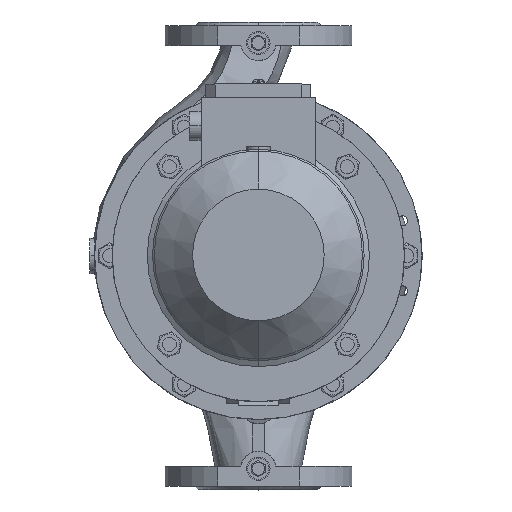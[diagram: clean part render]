
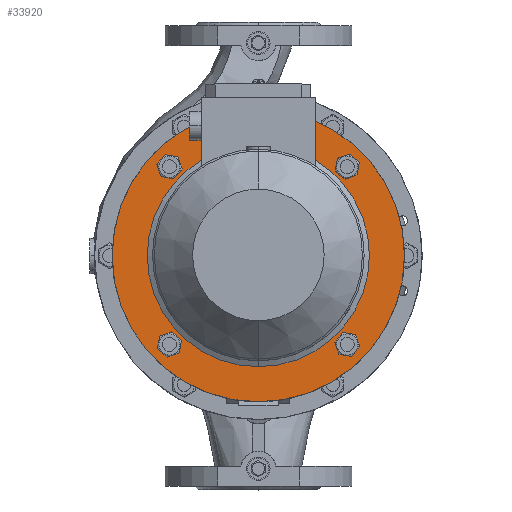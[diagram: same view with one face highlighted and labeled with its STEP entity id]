
A CAD part, top view. The second image highlights one B-rep face of the part: STEP entity #33920.
In plain terms, the highlighted planar face has unit normal (0, 0, 1).
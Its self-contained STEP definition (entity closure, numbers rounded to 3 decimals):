
#453 = VERTEX_POINT ( 'NONE', #28436 ) ;
#671 = VERTEX_POINT ( 'NONE', #4738 ) ;
#920 = AXIS2_PLACEMENT_3D ( 'NONE', #30698, #1153, #22831 ) ;
#1049 = EDGE_CURVE ( 'NONE', #453, #11926, #9744, .T. ) ;
#1153 = DIRECTION ( 'NONE',  ( 0., 0., 1. ) ) ;
#1418 = DIRECTION ( 'NONE',  ( 0., 0., -1. ) ) ;
#1669 = DIRECTION ( 'NONE',  ( 0., 0., -1. ) ) ;
#2361 = CARTESIAN_POINT ( 'NONE',  ( -76.014, 76.014, 176. ) ) ;
#2484 = CARTESIAN_POINT ( 'NONE',  ( 0., 0., 176. ) ) ;
#2576 = AXIS2_PLACEMENT_3D ( 'NONE', #2484, #23961, #10583 ) ;
#2648 = AXIS2_PLACEMENT_3D ( 'NONE', #3872, #3987, #25227 ) ;
#2793 = ORIENTED_EDGE ( 'NONE', *, *, #18137, .T. ) ;
#2825 = EDGE_LOOP ( 'NONE', ( #22630, #2793 ) ) ;
#3603 = CARTESIAN_POINT ( 'NONE',  ( 77.581, 84.902, 176. ) ) ;
#3872 = CARTESIAN_POINT ( 'NONE',  ( 76.014, 76.014, 176. ) ) ;
#3987 = DIRECTION ( 'NONE',  ( 0., 0., 1. ) ) ;
#4235 = DIRECTION ( 'NONE',  ( 0., -1., 0. ) ) ;
#4264 = DIRECTION ( 'NONE',  ( 0., 1., 0. ) ) ;
#4514 = DIRECTION ( 'NONE',  ( 0., 0., -1. ) ) ;
#4738 = CARTESIAN_POINT ( 'NONE',  ( -74.447, -67.126, 176. ) ) ;
#4918 = CARTESIAN_POINT ( 'NONE',  ( 76.014, 76.014, 176. ) ) ;
#5525 = EDGE_CURVE ( 'NONE', #671, #9101, #7244, .T. ) ;
#6108 = FACE_BOUND ( 'NONE', #18171, .T. ) ;
#6400 = ORIENTED_EDGE ( 'NONE', *, *, #5525, .T. ) ;
#6648 = DIRECTION ( 'NONE',  ( 0., 0., -1. ) ) ;
#6885 = DIRECTION ( 'NONE',  ( 0., -1., 0. ) ) ;
#7244 = CIRCLE ( 'NONE', #31067, 9.025 ) ;
#7357 = DIRECTION ( 'NONE',  ( 0., -1., 0. ) ) ;
#7393 = FACE_BOUND ( 'NONE', #23724, .T. ) ;
#7779 = CARTESIAN_POINT ( 'NONE',  ( -76.014, 76.014, 176. ) ) ;
#7908 = ORIENTED_EDGE ( 'NONE', *, *, #17967, .T. ) ;
#8000 = AXIS2_PLACEMENT_3D ( 'NONE', #28535, #1669, #4235 ) ;
#8160 = EDGE_CURVE ( 'NONE', #24372, #11895, #34414, .T. ) ;
#8294 = ORIENTED_EDGE ( 'NONE', *, *, #25565, .F. ) ;
#8705 = CARTESIAN_POINT ( 'NONE',  ( -76.014, -76.014, 176. ) ) ;
#8802 = CARTESIAN_POINT ( 'NONE',  ( 84.902, -77.581, 176. ) ) ;
#9040 = VERTEX_POINT ( 'NONE', #11888 ) ;
#9101 = VERTEX_POINT ( 'NONE', #9648 ) ;
#9589 = CARTESIAN_POINT ( 'NONE',  ( 76.014, -76.014, 176. ) ) ;
#9648 = CARTESIAN_POINT ( 'NONE',  ( -77.581, -84.902, 176. ) ) ;
#9744 = CIRCLE ( 'NONE', #2648, 9.025 ) ;
#10122 = VERTEX_POINT ( 'NONE', #16848 ) ;
#10451 = DIRECTION ( 'NONE',  ( 0., 0., -1. ) ) ;
#10583 = DIRECTION ( 'NONE',  ( 0., 1., 0. ) ) ;
#10626 = CARTESIAN_POINT ( 'NONE',  ( -67.126, 74.447, 176. ) ) ;
#11187 = ORIENTED_EDGE ( 'NONE', *, *, #16090, .T. ) ;
#11752 = CARTESIAN_POINT ( 'NONE',  ( 0., 0., 176. ) ) ;
#11888 = CARTESIAN_POINT ( 'NONE',  ( 0., 125., 176. ) ) ;
#11895 = VERTEX_POINT ( 'NONE', #8802 ) ;
#11926 = VERTEX_POINT ( 'NONE', #3603 ) ;
#13092 = CIRCLE ( 'NONE', #13394, 125. ) ;
#13125 = EDGE_CURVE ( 'NONE', #11926, #453, #24679, .T. ) ;
#13394 = AXIS2_PLACEMENT_3D ( 'NONE', #23146, #28438, #4264 ) ;
#13886 = CIRCLE ( 'NONE', #8000, 9.025 ) ;
#14862 = VERTEX_POINT ( 'NONE', #15146 ) ;
#14942 = EDGE_CURVE ( 'NONE', #20743, #31693, #22038, .T. ) ;
#15146 = CARTESIAN_POINT ( 'NONE',  ( 0., -95., 176. ) ) ;
#15154 = CARTESIAN_POINT ( 'NONE',  ( 0., 95., 176. ) ) ;
#15269 = DIRECTION ( 'NONE',  ( 0., -1., 0. ) ) ;
#15795 = AXIS2_PLACEMENT_3D ( 'NONE', #2361, #10451, #29233 ) ;
#15839 = DIRECTION ( 'NONE',  ( 0., 0., -1. ) ) ;
#16081 = CARTESIAN_POINT ( 'NONE',  ( 0., 0., 176. ) ) ;
#16090 = EDGE_CURVE ( 'NONE', #31693, #20743, #19451, .T. ) ;
#16623 = AXIS2_PLACEMENT_3D ( 'NONE', #4918, #34579, #18395 ) ;
#16848 = CARTESIAN_POINT ( 'NONE',  ( 0., -125., 176. ) ) ;
#17008 = AXIS2_PLACEMENT_3D ( 'NONE', #11752, #30971, #33214 ) ;
#17251 = CIRCLE ( 'NONE', #21714, 9.025 ) ;
#17374 = CIRCLE ( 'NONE', #2576, 95. ) ;
#17967 = EDGE_CURVE ( 'NONE', #11895, #24372, #13886, .T. ) ;
#18137 = EDGE_CURVE ( 'NONE', #14862, #32021, #17374, .T. ) ;
#18171 = EDGE_LOOP ( 'NONE', ( #18594, #28638 ) ) ;
#18395 = DIRECTION ( 'NONE',  ( 0., -1., 0. ) ) ;
#18594 = ORIENTED_EDGE ( 'NONE', *, *, #1049, .F. ) ;
#18669 = CIRCLE ( 'NONE', #17008, 125. ) ;
#18866 = DIRECTION ( 'NONE',  ( 0., 1., 0. ) ) ;
#19451 = CIRCLE ( 'NONE', #15795, 9.025 ) ;
#20303 = EDGE_LOOP ( 'NONE', ( #28024, #8294 ) ) ;
#20372 = CARTESIAN_POINT ( 'NONE',  ( 67.126, -74.447, 176. ) ) ;
#20743 = VERTEX_POINT ( 'NONE', #21004 ) ;
#20759 = FACE_BOUND ( 'NONE', #2825, .T. ) ;
#20787 = FACE_BOUND ( 'NONE', #21332, .T. ) ;
#21004 = CARTESIAN_POINT ( 'NONE',  ( -84.902, 77.581, 176. ) ) ;
#21332 = EDGE_LOOP ( 'NONE', ( #11187, #28162 ) ) ;
#21463 = AXIS2_PLACEMENT_3D ( 'NONE', #9589, #6648, #6885 ) ;
#21714 = AXIS2_PLACEMENT_3D ( 'NONE', #23286, #4514, #7357 ) ;
#22038 = CIRCLE ( 'NONE', #29707, 9.025 ) ;
#22630 = ORIENTED_EDGE ( 'NONE', *, *, #31095, .T. ) ;
#22831 = DIRECTION ( 'NONE',  ( 0., -1., 0. ) ) ;
#23146 = CARTESIAN_POINT ( 'NONE',  ( 0., 0., 176. ) ) ;
#23286 = CARTESIAN_POINT ( 'NONE',  ( -76.014, -76.014, 176. ) ) ;
#23724 = EDGE_LOOP ( 'NONE', ( #26697, #7908 ) ) ;
#23961 = DIRECTION ( 'NONE',  ( 0., 0., -1. ) ) ;
#24372 = VERTEX_POINT ( 'NONE', #20372 ) ;
#24679 = CIRCLE ( 'NONE', #16623, 9.025 ) ;
#24739 = ORIENTED_EDGE ( 'NONE', *, *, #29732, .T. ) ;
#24762 = DIRECTION ( 'NONE',  ( 0., -1., 0. ) ) ;
#25008 = FACE_OUTER_BOUND ( 'NONE', #20303, .T. ) ;
#25227 = DIRECTION ( 'NONE',  ( 0., -1., 0. ) ) ;
#25515 = PLANE ( 'NONE',  #920 ) ;
#25565 = EDGE_CURVE ( 'NONE', #10122, #9040, #18669, .T. ) ;
#26697 = ORIENTED_EDGE ( 'NONE', *, *, #8160, .T. ) ;
#26831 = CIRCLE ( 'NONE', #33408, 95. ) ;
#28024 = ORIENTED_EDGE ( 'NONE', *, *, #29272, .F. ) ;
#28162 = ORIENTED_EDGE ( 'NONE', *, *, #14942, .T. ) ;
#28436 = CARTESIAN_POINT ( 'NONE',  ( 74.447, 67.126, 176. ) ) ;
#28438 = DIRECTION ( 'NONE',  ( 0., 0., -1. ) ) ;
#28535 = CARTESIAN_POINT ( 'NONE',  ( 76.014, -76.014, 176. ) ) ;
#28638 = ORIENTED_EDGE ( 'NONE', *, *, #13125, .F. ) ;
#28789 = FACE_BOUND ( 'NONE', #29262, .T. ) ;
#28884 = DIRECTION ( 'NONE',  ( 0., 0., -1. ) ) ;
#29233 = DIRECTION ( 'NONE',  ( 0., -1., 0. ) ) ;
#29262 = EDGE_LOOP ( 'NONE', ( #6400, #24739 ) ) ;
#29272 = EDGE_CURVE ( 'NONE', #9040, #10122, #13092, .T. ) ;
#29707 = AXIS2_PLACEMENT_3D ( 'NONE', #7779, #28884, #15269 ) ;
#29732 = EDGE_CURVE ( 'NONE', #9101, #671, #17251, .T. ) ;
#30698 = CARTESIAN_POINT ( 'NONE',  ( 0., 125., 176. ) ) ;
#30971 = DIRECTION ( 'NONE',  ( 0., 0., -1. ) ) ;
#31067 = AXIS2_PLACEMENT_3D ( 'NONE', #8705, #1418, #24762 ) ;
#31095 = EDGE_CURVE ( 'NONE', #32021, #14862, #26831, .T. ) ;
#31693 = VERTEX_POINT ( 'NONE', #10626 ) ;
#32021 = VERTEX_POINT ( 'NONE', #15154 ) ;
#33214 = DIRECTION ( 'NONE',  ( 0., 1., 0. ) ) ;
#33408 = AXIS2_PLACEMENT_3D ( 'NONE', #16081, #15839, #18866 ) ;
#33920 = ADVANCED_FACE ( 'NONE', ( #7393, #28789, #20787, #6108, #20759, #25008 ), #25515, .T. ) ;
#34414 = CIRCLE ( 'NONE', #21463, 9.025 ) ;
#34579 = DIRECTION ( 'NONE',  ( 0., 0., 1. ) ) ;
